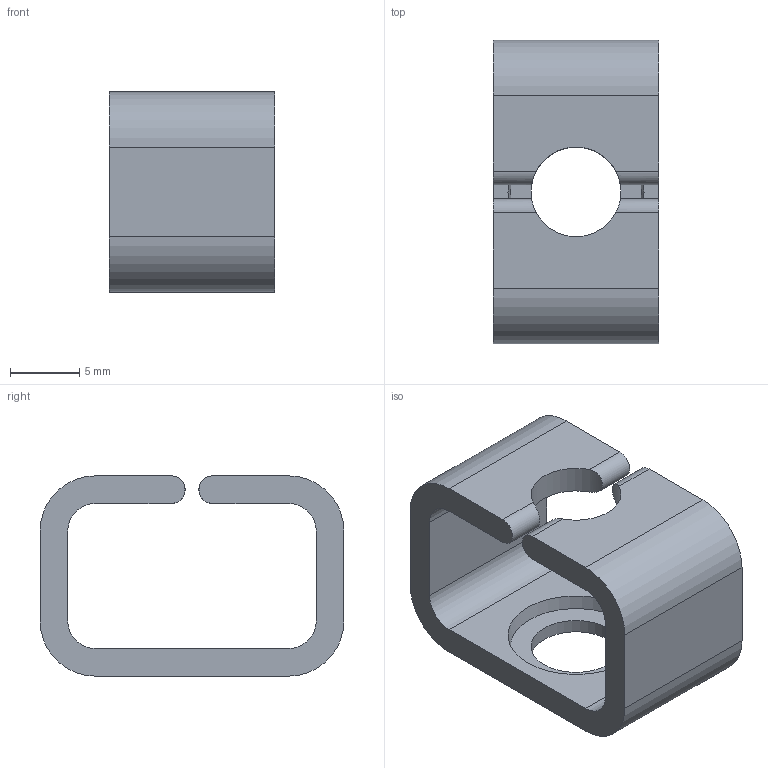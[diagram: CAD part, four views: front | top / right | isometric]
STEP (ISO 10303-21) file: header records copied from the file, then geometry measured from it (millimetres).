
FILE_DESCRIPTION(/* description */ ('STEP AP214'),/* implementation_level */ '2;1');
FILE_NAME(/* name */ '60b04ba0946bf20d45c9abcb',/* time_stamp */ '2021-05-28T01:47:13+00:00',/* author */ (''),/* organization */ (''),/* preprocessor_version */ 'ST-DEVELOPER v18.1',/* originating_system */ ' ',/* authorisation */ ' ');
FILE_SCHEMA (('AUTOMOTIVE_DESIGN {1 0 10303 214 3 1 1}'));
Length unit declared in the file: metre
Products named in the file (1): cable holder
Bounding box: 12 x 22 x 14.5 mm (x, y, z)
Volume: 1247.4 mm3; surface area: 1620.1 mm2
Topology: 1 solids, 1 shells, 29 faces, 78 edges, 52 vertices
Faces by surface type: cylinder 15, plane 13, cone 1
Full cylindrical faces by diameter (mm): 6.5 x1
Entity records: 960 total; most frequent: CARTESIAN_POINT 182, DIRECTION 160, ORIENTED_EDGE 152, EDGE_CURVE 76, AXIS2_PLACEMENT_3D 58, VERTEX_POINT 52, LINE 44, VECTOR 44
